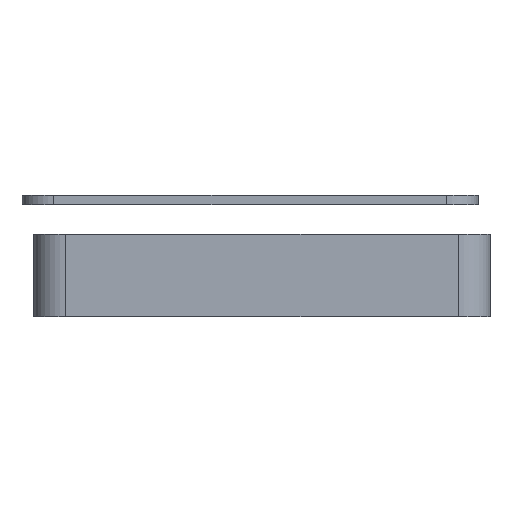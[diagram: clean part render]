
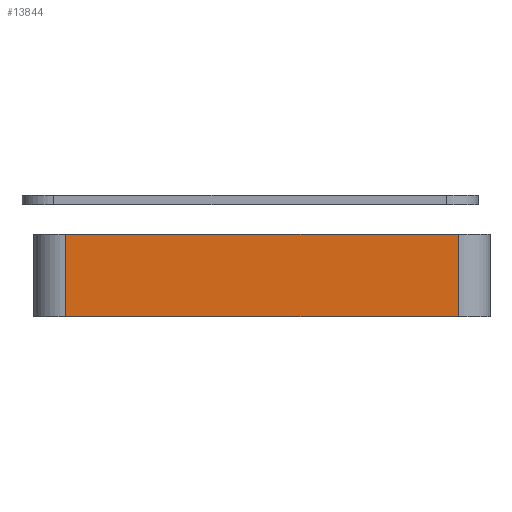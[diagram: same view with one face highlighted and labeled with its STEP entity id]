
A CAD part, left-side view. The second image highlights one B-rep face of the part: STEP entity #13844.
In plain terms, the highlighted planar face has unit normal (-1, 0, 0).
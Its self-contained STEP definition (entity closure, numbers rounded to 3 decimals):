
#385=PLANE('',#14450);
#904=FACE_OUTER_BOUND('',#1698,.T.);
#1698=EDGE_LOOP('',(#10805,#10806,#10807,#10808));
#2661=LINE('',#22232,#3835);
#2669=LINE('',#22249,#3843);
#2682=LINE('',#22290,#3856);
#2699=LINE('',#22344,#3873);
#3835=VECTOR('',#15474,10.);
#3843=VECTOR('',#15486,10.);
#3856=VECTOR('',#15521,10.);
#3873=VECTOR('',#15588,10.);
#5967=VERTEX_POINT('',#22225);
#5970=VERTEX_POINT('',#22230);
#5977=VERTEX_POINT('',#22248);
#5994=VERTEX_POINT('',#22289);
#7681=EDGE_CURVE('',#5970,#5967,#2661,.T.);
#7689=EDGE_CURVE('',#5967,#5977,#2669,.T.);
#7710=EDGE_CURVE('',#5977,#5994,#2682,.T.);
#7737=EDGE_CURVE('',#5994,#5970,#2699,.T.);
#10805=ORIENTED_EDGE('',*,*,#7681,.F.);
#10806=ORIENTED_EDGE('',*,*,#7737,.F.);
#10807=ORIENTED_EDGE('',*,*,#7710,.F.);
#10808=ORIENTED_EDGE('',*,*,#7689,.F.);
#13844=ADVANCED_FACE('',(#904),#385,.T.);
#14450=AXIS2_PLACEMENT_3D('',#22343,#15586,#15587);
#15474=DIRECTION('',(0.,0.,1.));
#15486=DIRECTION('',(0.,-1.,0.));
#15521=DIRECTION('',(0.,0.,-1.));
#15586=DIRECTION('center_axis',(-1.,0.,0.));
#15587=DIRECTION('ref_axis',(0.,-1.,0.));
#15588=DIRECTION('',(0.,1.,0.));
#22225=CARTESIAN_POINT('',(-39.998,32.413,13.));
#22230=CARTESIAN_POINT('',(-39.998,32.413,0.));
#22232=CARTESIAN_POINT('',(-39.998,32.413,0.));
#22248=CARTESIAN_POINT('',(-39.998,-29.5,13.));
#22249=CARTESIAN_POINT('',(-39.998,-34.5,13.));
#22289=CARTESIAN_POINT('',(-39.998,-29.5,0.));
#22290=CARTESIAN_POINT('',(-39.998,-29.5,0.));
#22343=CARTESIAN_POINT('Origin',(-39.998,37.413,0.));
#22344=CARTESIAN_POINT('',(-39.998,-34.5,0.));
